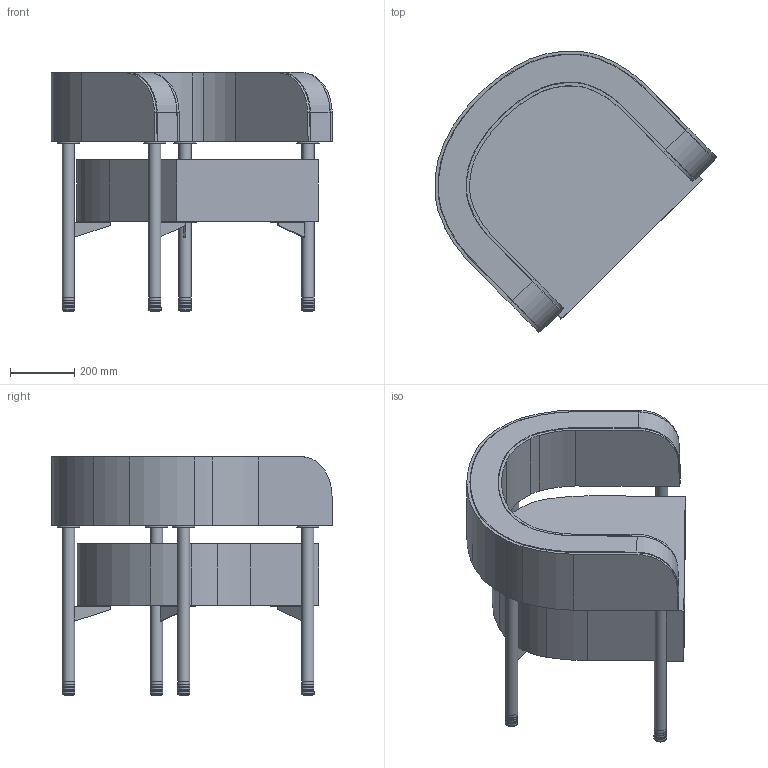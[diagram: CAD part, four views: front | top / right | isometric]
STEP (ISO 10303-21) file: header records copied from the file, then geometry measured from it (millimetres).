
FILE_DESCRIPTION(/* description */ (''),/* implementation_level */ '2;1');
FILE_NAME(/* name */ 'EX10C.stp',/* time_stamp */ '2018-04-13T16:00:05-04:00',/* author */ ('emehringer'),/* organization */ (''),/* preprocessor_version */ 'ST-DEVELOPER v16.13',/* originating_system */ 'Autodesk Inventor 2018',/* authorisation */ '');
FILE_SCHEMA (('AUTOMOTIVE_DESIGN { 1 0 10303 214 3 1 1 }'));
Length unit declared in the file: inch
Products named in the file (5): EX10C; UBACK EX10C; USEAT EX10C; LEG CAP RD1.5; EX10 LGBK-A
Assembly tree (10 placements, depth 2):
  EX10C
    UBACK EX10C
    USEAT EX10C
    EX10 LGBK-A  x4
    LEG CAP RD1.5  x4
Bounding box: 874.96 x 873.87 x 742.58 mm (x, y, z)
Volume: 102099812.7 mm3; surface area: 4170664.8 mm2
Topology: 28 solids, 36 shells, 2156 faces, 4472 edges, 2428 vertices
Faces by surface type: cylinder 771, torus 560, bspline 480, plane 261, sphere 68, cone 16
Full cylindrical faces by diameter (mm): 6.198 x4, 6.528 x4, 7.925 x12, 8.731 x28, 9.906 x8, 11.989 x8, 27.94 x4, 31.75 x4, 34.087 x16, 34.798 x4, 38.1 x4, 39.37 x4, 69.85 x4
Entity records: 23345 total; most frequent: CARTESIAN_POINT 10215, ORIENTED_EDGE 2664, DIRECTION 2656, EDGE_CURVE 1334, AXIS2_PLACEMENT_3D 1147, VERTEX_POINT 754, EDGE_LOOP 712, FACE_OUTER_BOUND 647
